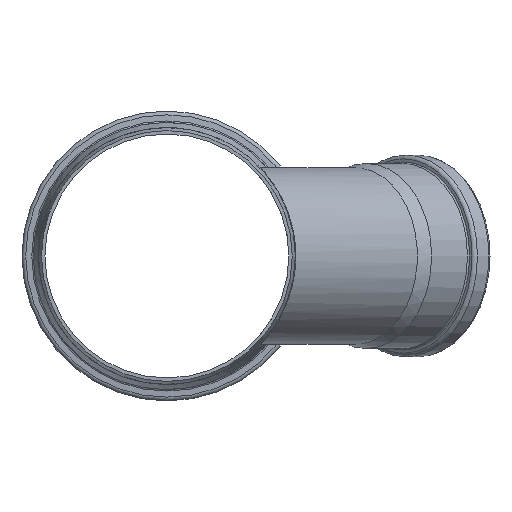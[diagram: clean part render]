
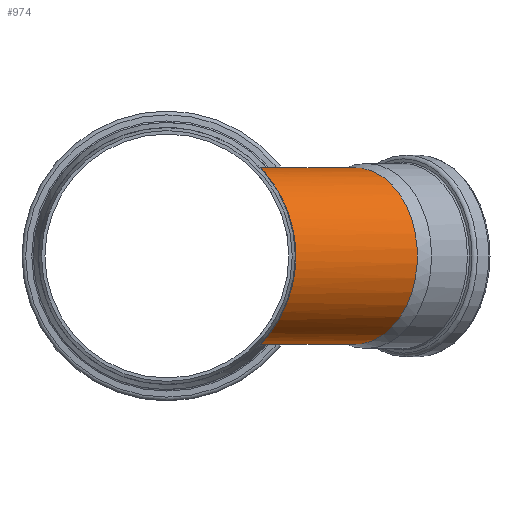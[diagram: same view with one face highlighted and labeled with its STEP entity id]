
A CAD part, front view. The second image highlights one B-rep face of the part: STEP entity #974.
In plain terms, the highlighted cylindrical face has radius 55.1 mm (diameter 110.2 mm), a partial arc.
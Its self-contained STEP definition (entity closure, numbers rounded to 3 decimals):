
#158=CYLINDRICAL_SURFACE('',#1072,55.1);
#199=FACE_OUTER_BOUND('',#280,.T.);
#280=EDGE_LOOP('',(#823,#824,#825,#826));
#399=CIRCLE('',#1073,55.1);
#466=B_SPLINE_CURVE_WITH_KNOTS('',3,(#119059,#119060,#119061,#119062),
 .UNSPECIFIED.,.F.,.F.,(4,4),(49.954,50.462),
 .UNSPECIFIED.);
#470=B_SPLINE_CURVE_WITH_KNOTS('',3,(#119400,#119401,#119402,#119403,#119404,
#119405,#119406,#119407,#119408,#119409,#119410,#119411,#119412,#119413,
#119414,#119415,#119416,#119417,#119418,#119419,#119420,#119421,#119422,
#119423,#119424,#119425,#119426,#119427),.UNSPECIFIED.,.F.,.F.,(4,1,1,1,
1,1,1,1,1,1,1,1,1,1,1,1,1,1,1,1,1,1,1,1,1,4),(0.713,2.115,
3.529,6.358,9.186,10.601,12.015,
12.958,13.9,14.843,15.786,17.672,
19.557,21.443,23.329,25.214,26.157,
27.1,28.043,28.986,30.871,32.757,
34.643,37.471,38.885,40.288),
 .UNSPECIFIED.);
#472=B_SPLINE_CURVE_WITH_KNOTS('',3,(#119482,#119483,#119484,#119485),
 .UNSPECIFIED.,.F.,.F.,(4,4),(49.838,50.346),
 .UNSPECIFIED.);
#515=VERTEX_POINT('',#119049);
#516=VERTEX_POINT('',#119058);
#519=VERTEX_POINT('',#119399);
#520=VERTEX_POINT('',#119481);
#631=EDGE_CURVE('',#515,#516,#466,.T.);
#635=EDGE_CURVE('',#516,#519,#470,.T.);
#637=EDGE_CURVE('',#519,#520,#472,.T.);
#643=EDGE_CURVE('',#515,#520,#399,.T.);
#823=ORIENTED_EDGE('',*,*,#631,.F.);
#824=ORIENTED_EDGE('',*,*,#643,.T.);
#825=ORIENTED_EDGE('',*,*,#637,.F.);
#826=ORIENTED_EDGE('',*,*,#635,.F.);
#974=ADVANCED_FACE('',(#199),#158,.T.);
#1072=AXIS2_PLACEMENT_3D('',#119512,#1275,#1276);
#1073=AXIS2_PLACEMENT_3D('',#119513,#1277,#1278);
#1275=DIRECTION('center_axis',(-0.707,-0.707,0.));
#1276=DIRECTION('ref_axis',(0.707,-0.707,0.));
#1277=DIRECTION('center_axis',(-0.707,-0.707,0.));
#1278=DIRECTION('ref_axis',(0.707,-0.707,0.));
#119049=CARTESIAN_POINT('',(80.569,2.73,-18.3));
#119058=CARTESIAN_POINT('',(78.763,-0.783,-21.423));
#119059=CARTESIAN_POINT('Ctrl Pts',(80.569,2.731,-18.3));
#119060=CARTESIAN_POINT('Ctrl Pts',(79.992,1.605,-19.401));
#119061=CARTESIAN_POINT('Ctrl Pts',(79.387,0.428,-20.439));
#119062=CARTESIAN_POINT('Ctrl Pts',(78.763,-0.783,
-21.423));
#119399=CARTESIAN_POINT('',(78.763,-0.783,21.423));
#119400=CARTESIAN_POINT('Ctrl Pts',(78.763,-0.783,
-21.423));
#119401=CARTESIAN_POINT('Ctrl Pts',(77.784,-3.781,
-24.805));
#119402=CARTESIAN_POINT('Ctrl Pts',(75.577,-10.63,
-30.746));
#119403=CARTESIAN_POINT('Ctrl Pts',(70.822,-26.102,
-40.183));
#119404=CARTESIAN_POINT('Ctrl Pts',(64.939,-47.276,
-48.511));
#119405=CARTESIAN_POINT('Ctrl Pts',(60.276,-69.77,-53.546));
#119406=CARTESIAN_POINT('Ctrl Pts',(58.433,-88.359,
-55.276));
#119407=CARTESIAN_POINT('Ctrl Pts',(58.547,-100.864,
-55.05));
#119408=CARTESIAN_POINT('Ctrl Pts',(60.008,-111.552,
-53.405));
#119409=CARTESIAN_POINT('Ctrl Pts',(62.287,-120.214,-50.74));
#119410=CARTESIAN_POINT('Ctrl Pts',(65.438,-127.985,-46.658));
#119411=CARTESIAN_POINT('Ctrl Pts',(70.297,-136.783,
-39.348));
#119412=CARTESIAN_POINT('Ctrl Pts',(76.317,-144.551,
-27.128));
#119413=CARTESIAN_POINT('Ctrl Pts',(80.569,-149.056,
-9.391));
#119414=CARTESIAN_POINT('Ctrl Pts',(80.567,-149.056,
9.391));
#119415=CARTESIAN_POINT('Ctrl Pts',(76.319,-144.551,
27.128));
#119416=CARTESIAN_POINT('Ctrl Pts',(70.297,-136.783,
39.348));
#119417=CARTESIAN_POINT('Ctrl Pts',(65.438,-127.985,
46.658));
#119418=CARTESIAN_POINT('Ctrl Pts',(62.287,-120.214,
50.74));
#119419=CARTESIAN_POINT('Ctrl Pts',(60.009,-111.554,
53.405));
#119420=CARTESIAN_POINT('Ctrl Pts',(58.336,-99.332,55.284));
#119421=CARTESIAN_POINT('Ctrl Pts',(58.593,-83.651,
55.159));
#119422=CARTESIAN_POINT('Ctrl Pts',(61.196,-65.241,52.599));
#119423=CARTESIAN_POINT('Ctrl Pts',(65.713,-44.453,47.41));
#119424=CARTESIAN_POINT('Ctrl Pts',(70.827,-26.102,
40.179));
#119425=CARTESIAN_POINT('Ctrl Pts',(75.575,-10.63,
30.748));
#119426=CARTESIAN_POINT('Ctrl Pts',(77.784,-3.781,
24.805));
#119427=CARTESIAN_POINT('Ctrl Pts',(78.763,-0.783,
21.423));
#119481=CARTESIAN_POINT('',(80.569,2.73,18.3));
#119482=CARTESIAN_POINT('Ctrl Pts',(78.763,-0.783,
21.423));
#119483=CARTESIAN_POINT('Ctrl Pts',(79.387,0.428,
20.439));
#119484=CARTESIAN_POINT('Ctrl Pts',(79.992,1.605,19.401));
#119485=CARTESIAN_POINT('Ctrl Pts',(80.569,2.731,18.3));
#119512=CARTESIAN_POINT('Origin',(58.66,-92.679,0.));
#119513=CARTESIAN_POINT('Origin',(117.319,-34.02,0.));
